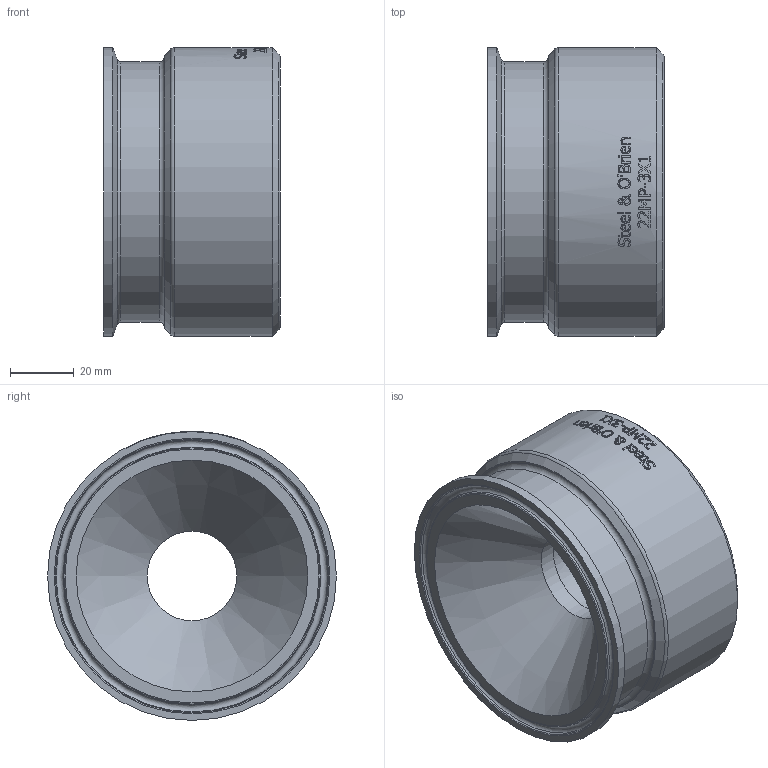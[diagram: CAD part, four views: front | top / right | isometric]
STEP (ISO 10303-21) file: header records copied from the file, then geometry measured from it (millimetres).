
FILE_DESCRIPTION(/* description */ (''),/* implementation_level */ '2;1');
FILE_NAME(/* name */ '22MP-3X1.ipt.stp',/* time_stamp */ '2019-08-23T16:29:53-04:00',/* author */ ('Engineering'),/* organization */ (''),/* preprocessor_version */ 'ST-DEVELOPER v15.2',/* originating_system */ 'Autodesk Inventor 2014',/* authorisation */ '');
FILE_SCHEMA (('AUTOMOTIVE_DESIGN { 1 0 10303 214 3 1 1 }'));
Length unit declared in the file: inch
Products named in the file (1): 22MP-3X1
Bounding box: 55.55 x 90.91 x 90.91 mm (x, y, z)
Volume: 265599.7 mm3; surface area: 32956.4 mm2
Topology: 1 solids, 1 shells, 370 faces, 990 edges, 655 vertices
Faces by surface type: bspline 169, plane 151, cylinder 35, cone 8, torus 7
Full cylindrical faces by diameter (mm): 28.138 x1, 81.89 x1, 90.907 x2
Entity records: 14507 total; most frequent: CARTESIAN_POINT 6250, ORIENTED_EDGE 1942, DIRECTION 1236, EDGE_CURVE 971, VERTEX_POINT 655, LINE 434, VECTOR 434, EDGE_LOOP 424
